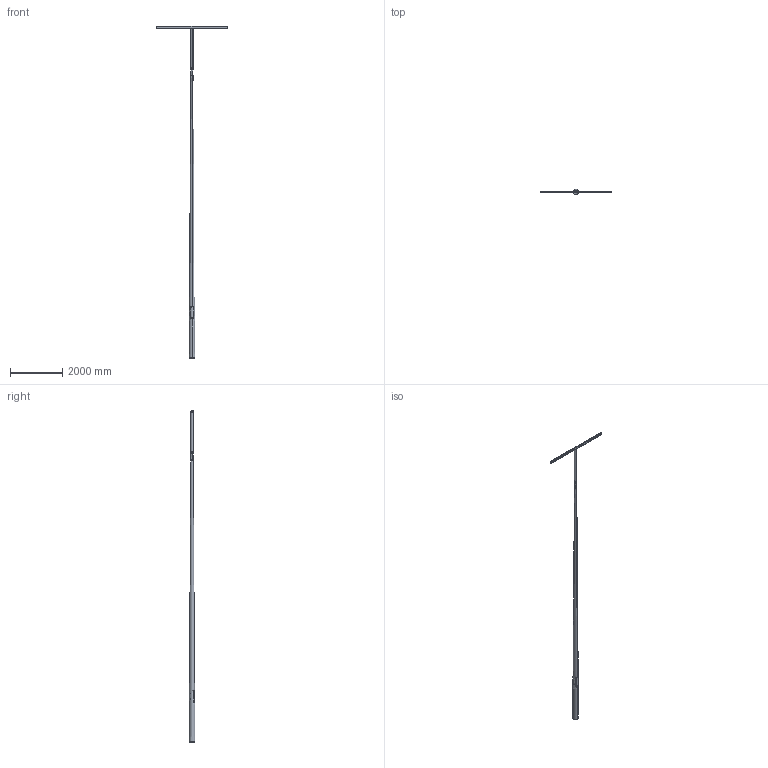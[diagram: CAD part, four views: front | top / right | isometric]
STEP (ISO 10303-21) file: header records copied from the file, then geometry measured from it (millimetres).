
FILE_DESCRIPTION (( 'STEP AP214' ), '1' );
FILE_NAME ('101020KGXS KH12TO27-89 4608025 KARTIOPYLVÄS ORRELLA_3D.step', '2022-06-01T11:35:24', ( '' ), ( '' ), 'SwSTEP 2.0', 'SolidWorks 2021', '' );
FILE_SCHEMA (( 'AUTOMOTIVE_DESIGN' ));
Length unit declared in the file: millimetre
Products named in the file (14): socket head cap screw_din_DIN 912 M6 x 16 --- 16N; KARTIORUNKO_C312K; KYTKENTÄAUKON LATTARAUTA_LATTA 4X20X150; ORREN LATTA_LATTA 5X50X180; PIDÄTINRUUVI DIN 914 - M10_DIN 914 - M10 x 16-N; KARTIOAIHIO_89-222-4-11100; LATTA 5X16X460 KYTKENTÄAUKON VAHVIKE_C 1; KARTIO-ORSI_TO27-89-1500; PIDÄTINRUUVI DIN 914 - M10_DIN 914 - M10 x 20-N; KYTKENTÄAUKON LUUKKU_89-222-4-11100; ORREN AIHIO_ORREN AIHIO UNP-80X2700; KARTIOSOVITE_D89-D70X1500; VARREN NEOPREN-TIIVISTE_D76X4; 101020KGXS KH12TO27-89 4608025 KARTIOPYLVÄS ORRELLA_3D
Assembly tree (22 placements, depth 3):
  101020KGXS KH12TO27-89 4608025 KARTIOPYLVÄS ORRELLA_3D
    KARTIORUNKO_C312K
      KARTIOAIHIO_89-222-4-11100
      socket head cap screw_din_DIN 912 M6 x 16 --- 16N  x4
      LATTA 5X16X460 KYTKENTÄAUKON VAHVIKE_C 1  x2
      KYTKENTÄAUKON LATTARAUTA_LATTA 4X20X150  x2
      KYTKENTÄAUKON LUUKKU_89-222-4-11100
      PIDÄTINRUUVI DIN 914 - M10_DIN 914 - M10 x 16-N  x5
      PIDÄTINRUUVI DIN 914 - M10_DIN 914 - M10 x 20-N
    KARTIO-ORSI_TO27-89-1500
      KARTIOSOVITE_D89-D70X1500
      ORREN AIHIO_ORREN AIHIO UNP-80X2700
      VARREN NEOPREN-TIIVISTE_D76X4
      ORREN LATTA_LATTA 5X50X180
Bounding box: 2700 x 222 x 12680 mm (x, y, z)
Volume: 25610553.9 mm3; surface area: 12471747.9 mm2
Topology: 21 solids, 21 shells, 378 faces, 939 edges, 586 vertices
Faces by surface type: plane 176, cylinder 105, cone 59, torus 26, bspline 12
Entity records: 10537 total; most frequent: CARTESIAN_POINT 4224, ORIENTED_EDGE 1210, DIRECTION 1076, EDGE_CURVE 605, AXIS2_PLACEMENT_3D 397, VERTEX_POINT 387, VECTOR 282, LINE 282
